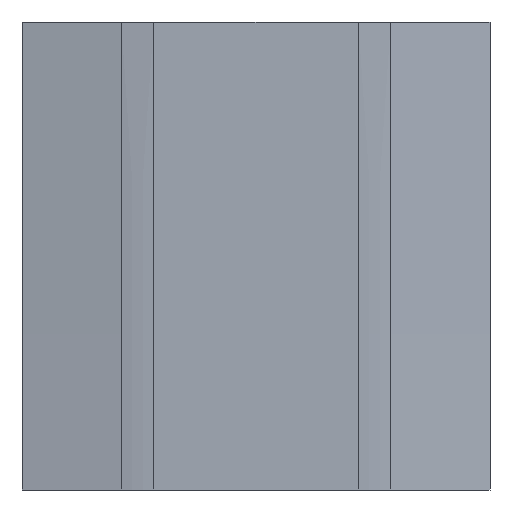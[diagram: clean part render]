
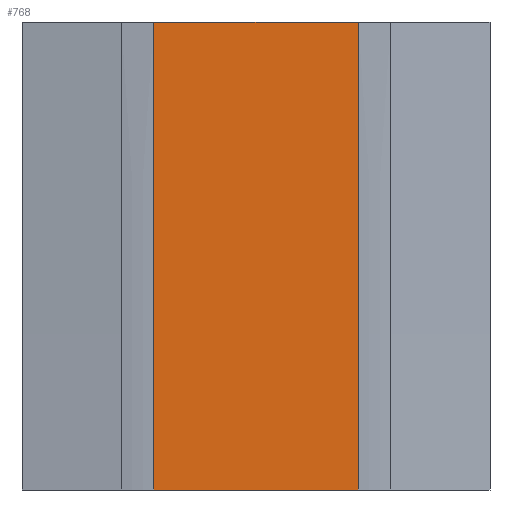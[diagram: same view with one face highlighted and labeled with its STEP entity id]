
A CAD part, front view. The second image highlights one B-rep face of the part: STEP entity #768.
In plain terms, the highlighted cylindrical face has radius 30000 mm (diameter 60000 mm), a partial arc.
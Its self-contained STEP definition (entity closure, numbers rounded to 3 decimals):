
#36=CYLINDRICAL_SURFACE('',#875,30000.);
#57=CIRCLE('',#825,30000.);
#76=CIRCLE('',#865,30000.);
#124=FACE_OUTER_BOUND('',#171,.T.);
#171=EDGE_LOOP('',(#673,#674,#675,#676));
#182=LINE('',#1125,#246);
#243=LINE('',#1353,#307);
#246=VECTOR('',#883,10.);
#307=VECTOR('',#1106,10.);
#311=VERTEX_POINT('',#1117);
#312=VERTEX_POINT('',#1124);
#346=VERTEX_POINT('',#1236);
#376=VERTEX_POINT('',#1335);
#383=EDGE_CURVE('',#312,#311,#182,.T.);
#431=EDGE_CURVE('',#346,#311,#57,.T.);
#478=EDGE_CURVE('',#312,#376,#76,.T.);
#487=EDGE_CURVE('',#346,#376,#243,.T.);
#673=ORIENTED_EDGE('',*,*,#383,.T.);
#674=ORIENTED_EDGE('',*,*,#431,.F.);
#675=ORIENTED_EDGE('',*,*,#487,.T.);
#676=ORIENTED_EDGE('',*,*,#478,.F.);
#768=ADVANCED_FACE('',(#124),#36,.F.);
#825=AXIS2_PLACEMENT_3D('',#1238,#974,#975);
#865=AXIS2_PLACEMENT_3D('',#1336,#1082,#1083);
#875=AXIS2_PLACEMENT_3D('',#1352,#1104,#1105);
#883=DIRECTION('',(-1.,0.,0.));
#974=DIRECTION('center_axis',(1.,0.,0.));
#975=DIRECTION('ref_axis',(0.,1.,0.007));
#1082=DIRECTION('center_axis',(-1.,0.,0.));
#1083=DIRECTION('ref_axis',(0.,1.,0.007));
#1104=DIRECTION('center_axis',(1.,0.,0.));
#1105=DIRECTION('ref_axis',(0.,1.,0.));
#1106=DIRECTION('',(1.,0.,0.));
#1117=CARTESIAN_POINT('',(-52.447,-0.96,240.));
#1124=CARTESIAN_POINT('',(52.447,-0.96,240.));
#1125=CARTESIAN_POINT('',(0.,-0.96,240.));
#1236=CARTESIAN_POINT('',(-52.447,0.,0.));
#1238=CARTESIAN_POINT('Origin',(-52.447,-30000.,0.));
#1335=CARTESIAN_POINT('',(52.447,0.,0.));
#1336=CARTESIAN_POINT('Origin',(52.447,-30000.,0.));
#1352=CARTESIAN_POINT('Origin',(0.,-30000.,0.));
#1353=CARTESIAN_POINT('',(0.,0.,0.));
